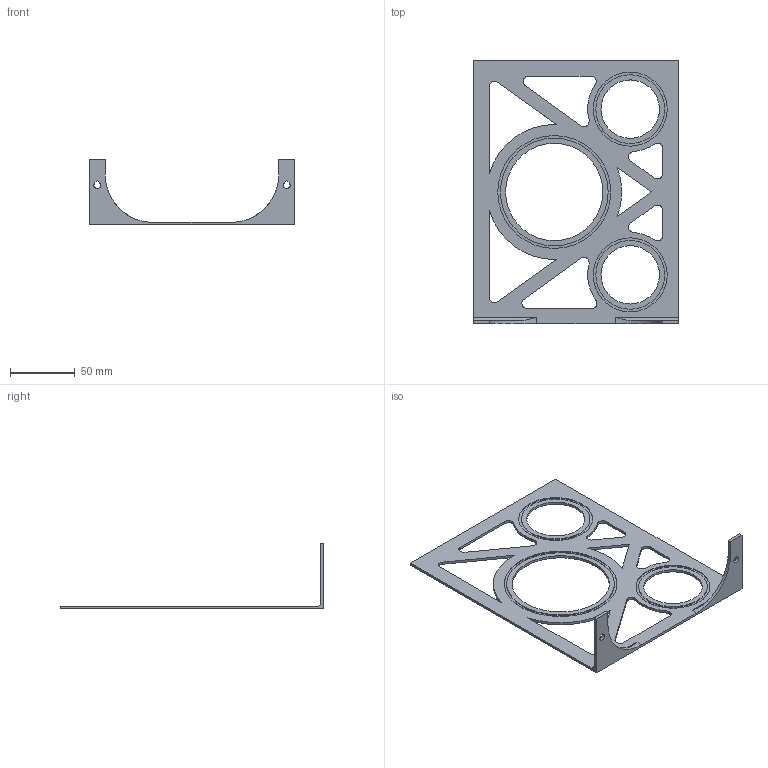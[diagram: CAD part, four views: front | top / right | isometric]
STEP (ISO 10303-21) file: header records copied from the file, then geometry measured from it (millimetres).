
FILE_DESCRIPTION(/* description */ (''),/* implementation_level */ '2;1');
FILE_NAME(/* name */ 'shelf-backer.step',/* time_stamp */ '2020-08-11T23:41:13-04:00',/* author */ (''),/* organization */ (''),/* preprocessor_version */ 'ST-DEVELOPER v18.1',/* originating_system */ 'Autodesk Translation Framework v9.3.0.1241',/* authorisation */ '');
FILE_SCHEMA (('AUTOMOTIVE_DESIGN { 1 0 10303 214 3 1 1 }'));
Length unit declared in the file: millimetre
Products named in the file (1): shelf-backer
Bounding box: 158.5 x 203.2 x 50.8 mm (x, y, z)
Volume: 39535.7 mm3; surface area: 44663.8 mm2
Topology: 1 solids, 1 shells, 72 faces, 192 edges, 128 vertices
Faces by surface type: cylinder 36, plane 36
Full cylindrical faces by diameter (mm): 45 x2, 53 x2, 57 x2, 75 x1, 83 x1, 87 x1
Entity records: 2353 total; most frequent: DIRECTION 406, CARTESIAN_POINT 403, ORIENTED_EDGE 384, EDGE_CURVE 192, AXIS2_PLACEMENT_3D 143, VERTEX_POINT 128, LINE 120, VECTOR 120
